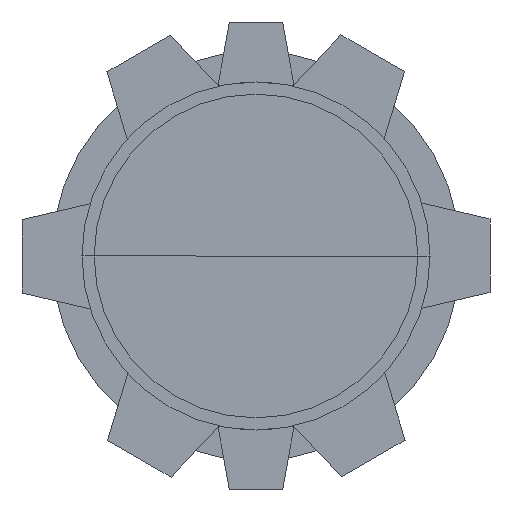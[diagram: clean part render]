
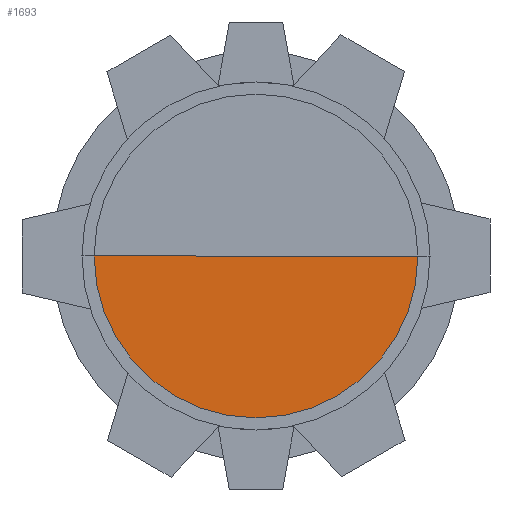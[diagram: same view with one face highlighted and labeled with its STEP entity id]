
A CAD part, left-side view. The second image highlights one B-rep face of the part: STEP entity #1693.
In plain terms, the highlighted planar face has unit normal (-1, 0, 0).
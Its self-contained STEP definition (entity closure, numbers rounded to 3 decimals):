
#111=PLANE('',#1821);
#195=FACE_OUTER_BOUND('',#303,.T.);
#303=EDGE_LOOP('',(#1145,#1146));
#411=LINE('',#2549,#577);
#577=VECTOR('',#2018,304.8);
#741=CIRCLE('',#1816,106.);
#793=VERTEX_POINT('',#2537);
#794=VERTEX_POINT('',#2538);
#925=EDGE_CURVE('',#793,#794,#741,.T.);
#931=EDGE_CURVE('',#793,#794,#411,.T.);
#1145=ORIENTED_EDGE('',*,*,#931,.T.);
#1146=ORIENTED_EDGE('',*,*,#925,.F.);
#1693=ADVANCED_FACE('',(#195),#111,.T.);
#1816=AXIS2_PLACEMENT_3D('',#2539,#2004,#2005);
#1821=AXIS2_PLACEMENT_3D('',#2548,#2016,#2017);
#2004=DIRECTION('center_axis',(1.,0.,0.));
#2005=DIRECTION('ref_axis',(0.,1.,0.));
#2016=DIRECTION('center_axis',(-1.,0.,0.));
#2017=DIRECTION('ref_axis',(0.,1.,0.));
#2018=DIRECTION('',(0.,1.,0.));
#2537=CARTESIAN_POINT('',(-7.,-106.,0.));
#2538=CARTESIAN_POINT('',(-7.,106.,0.));
#2539=CARTESIAN_POINT('Origin',(-7.,0.,0.));
#2548=CARTESIAN_POINT('Origin',(-7.,0.,0.));
#2549=CARTESIAN_POINT('',(-7.,0.,0.));
